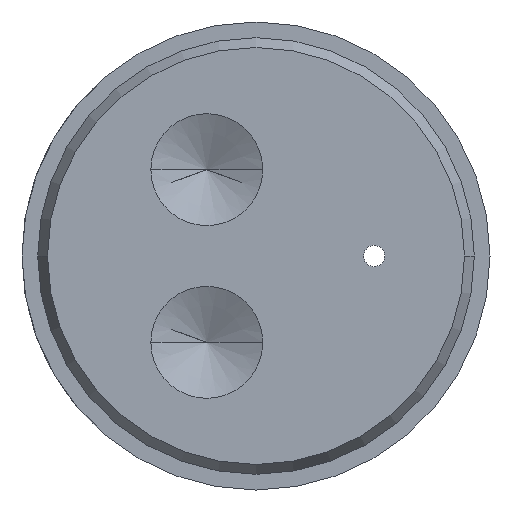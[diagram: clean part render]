
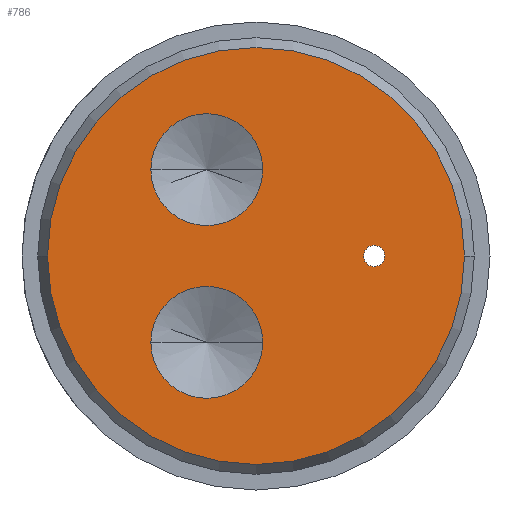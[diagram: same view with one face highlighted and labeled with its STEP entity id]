
A CAD part, left-side view. The second image highlights one B-rep face of the part: STEP entity #786.
In plain terms, the highlighted planar face has unit normal (-1, 0, 0).
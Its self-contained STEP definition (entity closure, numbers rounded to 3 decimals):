
#227=PLANE('',#864);
#320=ORIENTED_EDGE('',*,*,#478,.F.);
#321=ORIENTED_EDGE('',*,*,#483,.T.);
#322=ORIENTED_EDGE('',*,*,#484,.T.);
#323=ORIENTED_EDGE('',*,*,#485,.T.);
#324=ORIENTED_EDGE('',*,*,#486,.F.);
#325=ORIENTED_EDGE('',*,*,#487,.F.);
#326=ORIENTED_EDGE('',*,*,#488,.F.);
#327=ORIENTED_EDGE('',*,*,#489,.F.);
#478=EDGE_CURVE('',#561,#562,#614,.T.);
#483=EDGE_CURVE('',#561,#562,#617,.T.);
#484=EDGE_CURVE('',#565,#566,#618,.T.);
#485=EDGE_CURVE('',#566,#565,#619,.T.);
#486=EDGE_CURVE('',#567,#568,#620,.T.);
#487=EDGE_CURVE('',#568,#567,#621,.T.);
#488=EDGE_CURVE('',#569,#570,#622,.T.);
#489=EDGE_CURVE('',#570,#569,#623,.T.);
#561=VERTEX_POINT('',#1224);
#562=VERTEX_POINT('',#1225);
#565=VERTEX_POINT('',#1236);
#566=VERTEX_POINT('',#1237);
#567=VERTEX_POINT('',#1240);
#568=VERTEX_POINT('',#1241);
#569=VERTEX_POINT('',#1244);
#570=VERTEX_POINT('',#1245);
#614=CIRCLE('',#859,54.008);
#617=CIRCLE('',#863,54.008);
#618=CIRCLE('',#865,2.75);
#619=CIRCLE('',#866,2.75);
#620=CIRCLE('',#867,14.5);
#621=CIRCLE('',#868,14.5);
#622=CIRCLE('',#869,14.5);
#623=CIRCLE('',#870,14.5);
#664=EDGE_LOOP('',(#320,#321));
#665=EDGE_LOOP('',(#322,#323));
#666=EDGE_LOOP('',(#324,#325));
#667=EDGE_LOOP('',(#326,#327));
#714=FACE_BOUND('',#664,.T.);
#715=FACE_BOUND('',#665,.T.);
#716=FACE_BOUND('',#666,.T.);
#717=FACE_BOUND('',#667,.T.);
#786=ADVANCED_FACE('',(#714,#715,#716,#717),#227,.F.);
#859=AXIS2_PLACEMENT_3D('',#1223,#976,#977);
#863=AXIS2_PLACEMENT_3D('',#1233,#986,#987);
#864=AXIS2_PLACEMENT_3D('',#1234,#988,#989);
#865=AXIS2_PLACEMENT_3D('',#1235,#990,#991);
#866=AXIS2_PLACEMENT_3D('',#1238,#992,#993);
#867=AXIS2_PLACEMENT_3D('',#1239,#994,#995);
#868=AXIS2_PLACEMENT_3D('',#1242,#996,#997);
#869=AXIS2_PLACEMENT_3D('',#1243,#998,#999);
#870=AXIS2_PLACEMENT_3D('',#1246,#1000,#1001);
#976=DIRECTION('',(1.,0.,0.));
#977=DIRECTION('',(0.,1.,0.));
#986=DIRECTION('',(-1.,0.,0.));
#987=DIRECTION('',(0.,1.,0.));
#988=DIRECTION('',(1.,0.,0.));
#989=DIRECTION('',(0.,1.,0.));
#990=DIRECTION('',(1.,0.,0.));
#991=DIRECTION('',(0.,1.,0.));
#992=DIRECTION('',(1.,0.,0.));
#993=DIRECTION('',(0.,-1.,0.));
#994=DIRECTION('',(-1.,0.,0.));
#995=DIRECTION('',(0.,-1.,0.));
#996=DIRECTION('',(-1.,0.,0.));
#997=DIRECTION('',(0.,1.,0.));
#998=DIRECTION('',(-1.,0.,0.));
#999=DIRECTION('',(0.,-1.,0.));
#1000=DIRECTION('',(-1.,0.,0.));
#1001=DIRECTION('',(0.,1.,0.));
#1223=CARTESIAN_POINT('',(-0.5,0.,0.));
#1224=CARTESIAN_POINT('',(-0.5,54.008,0.));
#1225=CARTESIAN_POINT('',(-0.5,-54.008,0.));
#1233=CARTESIAN_POINT('',(-0.5,0.,0.));
#1234=CARTESIAN_POINT('',(-0.5,0.,0.));
#1235=CARTESIAN_POINT('',(-0.5,-30.607,0.));
#1236=CARTESIAN_POINT('',(-0.5,-27.857,0.));
#1237=CARTESIAN_POINT('',(-0.5,-33.357,0.));
#1238=CARTESIAN_POINT('',(-0.5,-30.607,0.));
#1239=CARTESIAN_POINT('',(-0.5,12.751,22.377));
#1240=CARTESIAN_POINT('',(-0.5,-1.749,22.377));
#1241=CARTESIAN_POINT('',(-0.5,27.251,22.377));
#1242=CARTESIAN_POINT('',(-0.5,12.751,22.377));
#1243=CARTESIAN_POINT('',(-0.5,12.751,-22.377));
#1244=CARTESIAN_POINT('',(-0.5,-1.749,-22.377));
#1245=CARTESIAN_POINT('',(-0.5,27.251,-22.377));
#1246=CARTESIAN_POINT('',(-0.5,12.751,-22.377));
